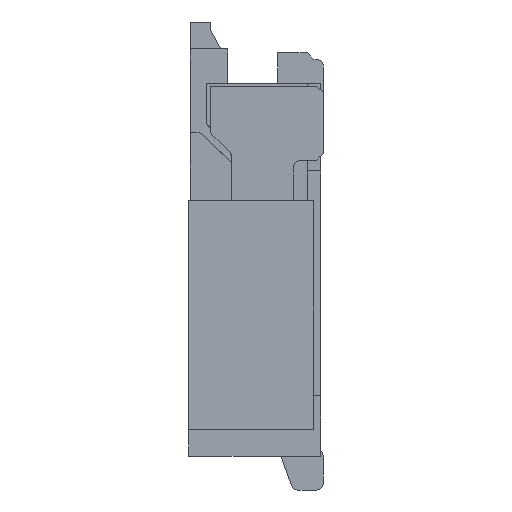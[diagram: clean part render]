
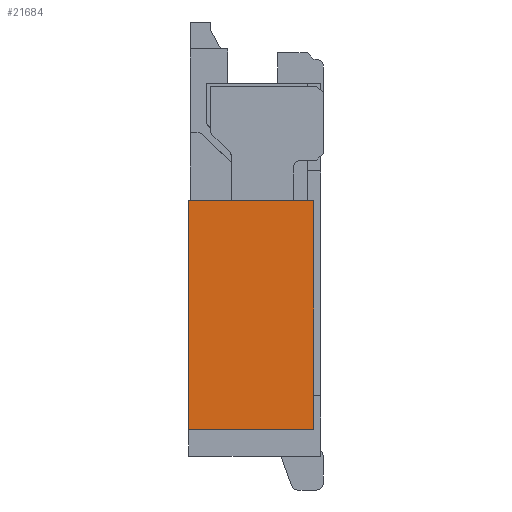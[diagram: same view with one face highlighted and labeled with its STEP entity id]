
A CAD part, left-side view. The second image highlights one B-rep face of the part: STEP entity #21684.
In plain terms, the highlighted planar face has unit normal (-1, 0, 0).
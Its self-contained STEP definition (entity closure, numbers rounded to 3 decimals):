
#5318=DIRECTION('',(0.,-1.,0.));
#5319=VECTOR('',#5318,0.93);
#5320=CARTESIAN_POINT('',(-5.4,0.49,-0.87));
#5321=LINE('',#5320,#5319);
#5322=DIRECTION('',(0.,0.,1.));
#5323=VECTOR('',#5322,1.7);
#5324=CARTESIAN_POINT('',(-5.4,-0.44,-2.57));
#5325=LINE('',#5324,#5323);
#5326=DIRECTION('',(0.,-1.,0.));
#5327=VECTOR('',#5326,0.93);
#5328=CARTESIAN_POINT('',(-5.4,0.49,-2.57));
#5329=LINE('',#5328,#5327);
#5330=DIRECTION('',(0.,0.,-1.));
#5331=VECTOR('',#5330,1.7);
#5332=CARTESIAN_POINT('',(-5.4,0.49,-0.87));
#5333=LINE('',#5332,#5331);
#12980=CARTESIAN_POINT('',(-5.4,0.49,-2.57));
#12982=VERTEX_POINT('',#12980);
#13034=CARTESIAN_POINT('',(-5.4,-0.44,-2.57));
#13035=VERTEX_POINT('',#13034);
#13036=CARTESIAN_POINT('',(-5.4,0.49,-0.87));
#13037=CARTESIAN_POINT('',(-5.4,-0.44,-0.87));
#13038=VERTEX_POINT('',#13036);
#13039=VERTEX_POINT('',#13037);
#21672=CARTESIAN_POINT('',(-5.4,0.49,0.));
#21673=DIRECTION('',(-1.,0.,0.));
#21674=DIRECTION('',(0.,-1.,0.));
#21675=AXIS2_PLACEMENT_3D('',#21672,#21673,#21674);
#21676=PLANE('',#21675);
#21678=ORIENTED_EDGE('',*,*,#21677,.T.);
#21679=ORIENTED_EDGE('',*,*,#21665,.F.);
#21680=ORIENTED_EDGE('',*,*,#21653,.F.);
#21681=ORIENTED_EDGE('',*,*,#20704,.F.);
#21682=EDGE_LOOP('',(#21678,#21679,#21680,#21681));
#21683=FACE_OUTER_BOUND('',#21682,.F.);
#20704=EDGE_CURVE('',#13038,#12982,#5333,.T.);
#21653=EDGE_CURVE('',#12982,#13035,#5329,.T.);
#21665=EDGE_CURVE('',#13035,#13039,#5325,.T.);
#21677=EDGE_CURVE('',#13038,#13039,#5321,.T.);
#21684=ADVANCED_FACE('',(#21683),#21676,.T.);
